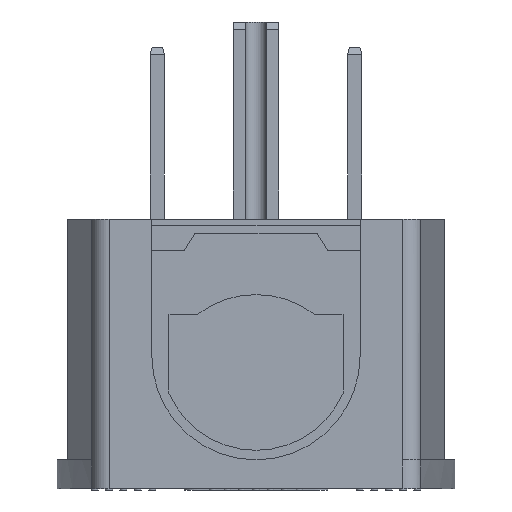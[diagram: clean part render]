
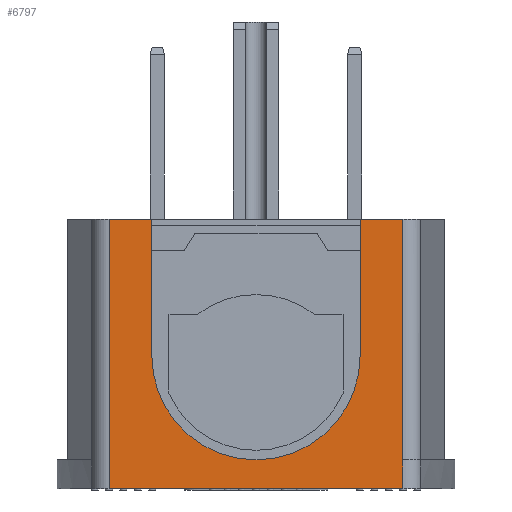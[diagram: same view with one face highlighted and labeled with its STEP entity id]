
A CAD part, front view. The second image highlights one B-rep face of the part: STEP entity #6797.
In plain terms, the highlighted planar face has unit normal (0, -1, 0).
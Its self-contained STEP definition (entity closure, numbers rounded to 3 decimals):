
#158 = VERTEX_POINT ( 'NONE', #439 ) ;
#439 = CARTESIAN_POINT ( 'NONE',  ( -18.415, -77.457, 18.415 ) ) ;
#813 = DIRECTION ( 'NONE',  ( 1., 0., 0. ) ) ;
#944 = VECTOR ( 'NONE', #813, 1000. ) ;
#1417 = VECTOR ( 'NONE', #3688, 1000. ) ;
#1604 = DIRECTION ( 'NONE',  ( 1., 0., 0. ) ) ;
#1978 = DIRECTION ( 'NONE',  ( 1., 0., 0. ) ) ;
#1979 = ORIENTED_EDGE ( 'NONE', *, *, #2435, .F. ) ;
#2318 = ORIENTED_EDGE ( 'NONE', *, *, #17222, .F. ) ;
#2435 = EDGE_CURVE ( 'NONE', #8435, #3919, #11526, .T. ) ;
#2587 = CARTESIAN_POINT ( 'NONE',  ( 25.93, -77.457, 0. ) ) ;
#2756 = DIRECTION ( 'NONE',  ( 0., 0., 1. ) ) ;
#2936 = DIRECTION ( 'NONE',  ( 0., 0., -1. ) ) ;
#3013 = CARTESIAN_POINT ( 'NONE',  ( -25.929, -77.457, 0. ) ) ;
#3268 = ORIENTED_EDGE ( 'NONE', *, *, #7382, .F. ) ;
#3488 = CARTESIAN_POINT ( 'NONE',  ( 18.415, -77.457, 42.545 ) ) ;
#3643 = AXIS2_PLACEMENT_3D ( 'NONE', #6689, #17462, #17279 ) ;
#3688 = DIRECTION ( 'NONE',  ( 0., 0., -1. ) ) ;
#3759 = CARTESIAN_POINT ( 'NONE',  ( 18.415, -77.457, 18.415 ) ) ;
#3828 = LINE ( 'NONE', #14940, #5477 ) ;
#3919 = VERTEX_POINT ( 'NONE', #16495 ) ;
#5092 = LINE ( 'NONE', #11502, #944 ) ;
#5477 = VECTOR ( 'NONE', #2756, 1000. ) ;
#5499 = CARTESIAN_POINT ( 'NONE',  ( -18.415, -77.457, 42.545 ) ) ;
#5924 = VERTEX_POINT ( 'NONE', #13839 ) ;
#5936 = VERTEX_POINT ( 'NONE', #16530 ) ;
#6572 = ORIENTED_EDGE ( 'NONE', *, *, #11700, .F. ) ;
#6689 = CARTESIAN_POINT ( 'NONE',  ( -18.415, -77.457, 0. ) ) ;
#6778 = VERTEX_POINT ( 'NONE', #14149 ) ;
#6797 = ADVANCED_FACE ( 'NONE', ( #15573 ), #8813, .T. ) ;
#6983 = DIRECTION ( 'NONE',  ( 0., 0., -1. ) ) ;
#7167 = VECTOR ( 'NONE', #8468, 1000. ) ;
#7265 = ORIENTED_EDGE ( 'NONE', *, *, #16357, .T. ) ;
#7382 = EDGE_CURVE ( 'NONE', #158, #15899, #11912, .T. ) ;
#7924 = ORIENTED_EDGE ( 'NONE', *, *, #11947, .T. ) ;
#8299 = LINE ( 'NONE', #16227, #15669 ) ;
#8435 = VERTEX_POINT ( 'NONE', #2587 ) ;
#8468 = DIRECTION ( 'NONE',  ( 0., 0., 1. ) ) ;
#8499 = VECTOR ( 'NONE', #10894, 1000. ) ;
#8529 = LINE ( 'NONE', #3013, #12287 ) ;
#8570 = EDGE_LOOP ( 'NONE', ( #2318, #6572, #7924, #7265, #1979, #15737, #8659, #15755, #3268 ) ) ;
#8659 = ORIENTED_EDGE ( 'NONE', *, *, #11706, .F. ) ;
#8813 = PLANE ( 'NONE',  #3643 ) ;
#9368 = LINE ( 'NONE', #13637, #8499 ) ;
#10891 = VECTOR ( 'NONE', #1978, 1000. ) ;
#10894 = DIRECTION ( 'NONE',  ( 1., 0., 0. ) ) ;
#11055 = CARTESIAN_POINT ( 'NONE',  ( 0., -77.457, 18.415 ) ) ;
#11502 = CARTESIAN_POINT ( 'NONE',  ( -25.929, -77.457, 42.545 ) ) ;
#11526 = LINE ( 'NONE', #11870, #1417 ) ;
#11631 = AXIS2_PLACEMENT_3D ( 'NONE', #11055, #16480, #1604 ) ;
#11700 = EDGE_CURVE ( 'NONE', #16397, #15280, #5092, .T. ) ;
#11706 = EDGE_CURVE ( 'NONE', #5924, #6778, #15665, .T. ) ;
#11870 = CARTESIAN_POINT ( 'NONE',  ( 25.929, -77.457, 0. ) ) ;
#11912 = CIRCLE ( 'NONE', #11631, 18.415 ) ;
#11947 = EDGE_CURVE ( 'NONE', #16397, #5936, #8529, .T. ) ;
#12287 = VECTOR ( 'NONE', #2936, 1000. ) ;
#12321 = CARTESIAN_POINT ( 'NONE',  ( -25.929, -77.457, 42.545 ) ) ;
#12839 = CARTESIAN_POINT ( 'NONE',  ( 25.929, -77.457, 0. ) ) ;
#13637 = CARTESIAN_POINT ( 'NONE',  ( -25.929, -77.457, -5.08 ) ) ;
#13730 = EDGE_CURVE ( 'NONE', #15899, #5924, #3828, .T. ) ;
#13839 = CARTESIAN_POINT ( 'NONE',  ( 18.415, -77.457, 42.545 ) ) ;
#14149 = CARTESIAN_POINT ( 'NONE',  ( 25.929, -77.457, 42.545 ) ) ;
#14940 = CARTESIAN_POINT ( 'NONE',  ( 18.415, -77.457, 0. ) ) ;
#15280 = VERTEX_POINT ( 'NONE', #5499 ) ;
#15499 = LINE ( 'NONE', #12839, #7167 ) ;
#15573 = FACE_OUTER_BOUND ( 'NONE', #8570, .T. ) ;
#15665 = LINE ( 'NONE', #3488, #10891 ) ;
#15669 = VECTOR ( 'NONE', #6983, 1000. ) ;
#15737 = ORIENTED_EDGE ( 'NONE', *, *, #17332, .T. ) ;
#15755 = ORIENTED_EDGE ( 'NONE', *, *, #13730, .F. ) ;
#15899 = VERTEX_POINT ( 'NONE', #3759 ) ;
#16227 = CARTESIAN_POINT ( 'NONE',  ( -18.415, -77.457, 0. ) ) ;
#16357 = EDGE_CURVE ( 'NONE', #5936, #3919, #9368, .T. ) ;
#16397 = VERTEX_POINT ( 'NONE', #12321 ) ;
#16480 = DIRECTION ( 'NONE',  ( 0., -1., 0. ) ) ;
#16495 = CARTESIAN_POINT ( 'NONE',  ( 25.929, -77.457, -5.08 ) ) ;
#16530 = CARTESIAN_POINT ( 'NONE',  ( -25.929, -77.457, -5.08 ) ) ;
#17222 = EDGE_CURVE ( 'NONE', #15280, #158, #8299, .T. ) ;
#17279 = DIRECTION ( 'NONE',  ( 0., 0., -1. ) ) ;
#17332 = EDGE_CURVE ( 'NONE', #8435, #6778, #15499, .T. ) ;
#17462 = DIRECTION ( 'NONE',  ( 0., -1., 0. ) ) ;
